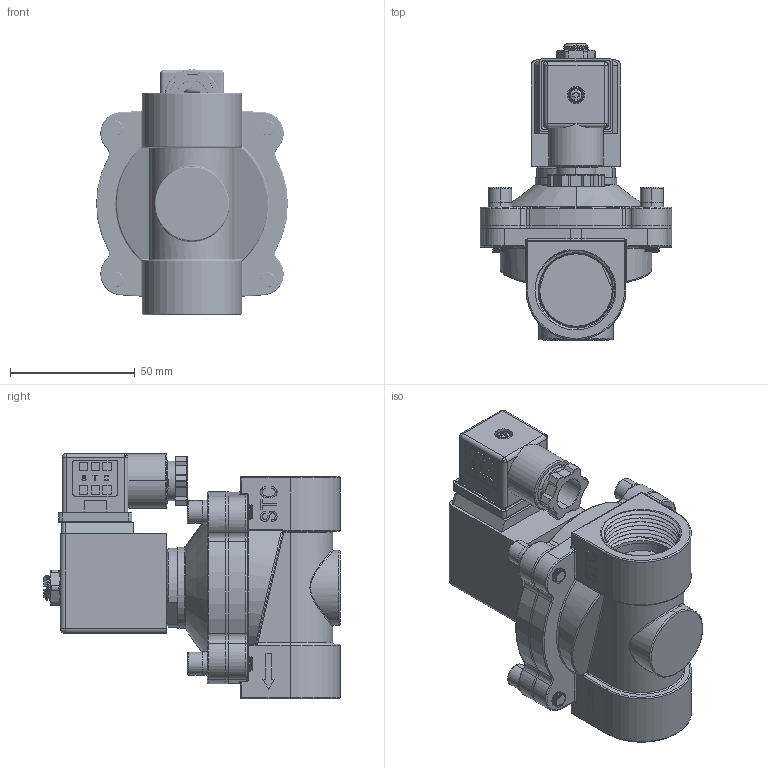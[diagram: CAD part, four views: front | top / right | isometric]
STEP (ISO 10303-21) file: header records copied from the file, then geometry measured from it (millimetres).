
FILE_DESCRIPTION (( 'STEP AP214' ), '1' );
FILE_NAME ('2W250-1.STEP', '2018-11-08T19:44:18', ( '' ), ( '' ), 'SwSTEP 2.0', 'SolidWorks 2016', '' );
FILE_SCHEMA (( 'AUTOMOTIVE_DESIGN' ));
Length unit declared in the file: millimetre
Products named in the file (1): 2W250-1
Bounding box: 77 x 118.9 x 98.63 mm (x, y, z)
Volume: 149561 mm3; surface area: 94013.5 mm2
Topology: 22 solids, 23 shells, 1784 faces, 4911 edges, 3216 vertices
Faces by surface type: cylinder 760, plane 663, bspline 153, cone 98, torus 75, sphere 35
Entity records: 130008 total; most frequent: CARTESIAN_POINT 68263, ORIENTED_EDGE 9780, DIRECTION 7354, EDGE_CURVE 4890, VERTEX_POINT 3214, AXIS2_PLACEMENT_3D 2456, VECTOR 2442, LINE 2442
